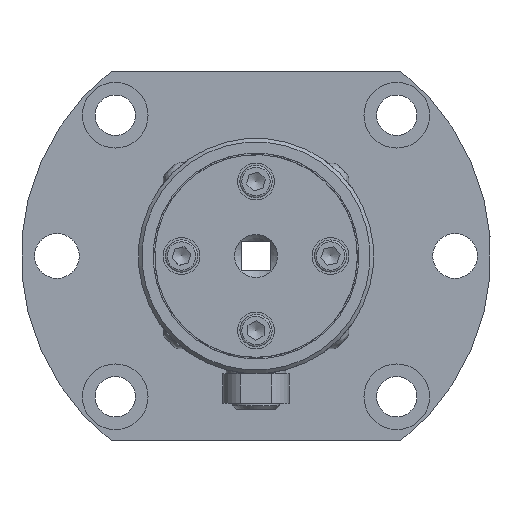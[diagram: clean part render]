
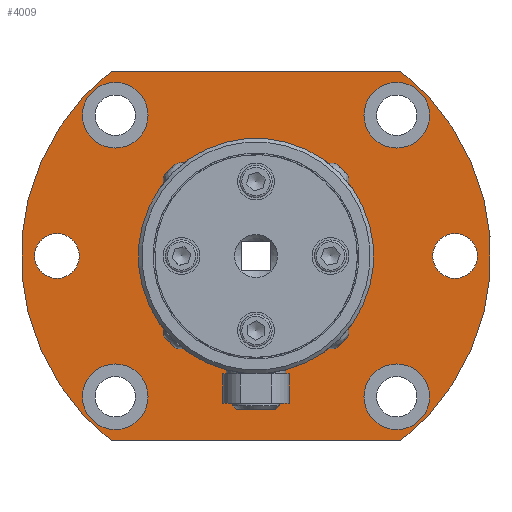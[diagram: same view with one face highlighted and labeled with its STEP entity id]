
A CAD part, front view. The second image highlights one B-rep face of the part: STEP entity #4009.
In plain terms, the highlighted planar face has unit normal (0, -1, 0).
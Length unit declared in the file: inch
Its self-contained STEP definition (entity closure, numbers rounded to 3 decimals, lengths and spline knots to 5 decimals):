
#776=CARTESIAN_POINT('',(-17.19452,4.11357,15.84055));
#777=VERTEX_POINT('',#776);
#778=CARTESIAN_POINT('',(-16.49625,4.11357,16.53882));
#779=DIRECTION('',(0.,1.0,0.));
#780=DIRECTION('',(-0.707,0.,-0.707));
#781=AXIS2_PLACEMENT_3D('',#778,#779,#780);
#782=CIRCLE('',#781,0.9875);
#783=EDGE_CURVE('',#777,#777,#782,.T.);
#3899=CARTESIAN_POINT('',(-16.49625,4.11357,16.53881));
#3900=DIRECTION('',(0.,-1.0,0.));
#3901=DIRECTION('',(-1.0,0.,0.));
#3902=AXIS2_PLACEMENT_3D('',#3899,#3900,#3901);
#3903=PLANE('',#3902);
#3904=CARTESIAN_POINT('',(-17.71214,4.11358,14.98881));
#3905=VERTEX_POINT('',#3904);
#3906=CARTESIAN_POINT('',(-17.71215,4.11357,18.08881));
#3907=VERTEX_POINT('',#3906);
#3908=CARTESIAN_POINT('',(-16.49625,4.11357,16.53882));
#3909=DIRECTION('',(0.,1.,0.));
#3910=DIRECTION('',(0.617,0.,-0.787));
#3911=AXIS2_PLACEMENT_3D('',#3908,#3909,#3910);
#3912=CIRCLE('',#3911,1.97);
#3913=EDGE_CURVE('',#3905,#3907,#3912,.T.);
#3914=ORIENTED_EDGE('',*,*,#3913,.F.);
#3915=CARTESIAN_POINT('',(-15.28036,4.11358,14.98881));
#3916=VERTEX_POINT('',#3915);
#3917=CARTESIAN_POINT('',(-15.28036,4.11358,14.98881));
#3918=DIRECTION('',(-1.0,0.,0.));
#3919=VECTOR('',#3918,2.43178);
#3920=LINE('',#3917,#3919);
#3921=EDGE_CURVE('',#3916,#3905,#3920,.T.);
#3922=ORIENTED_EDGE('',*,*,#3921,.F.);
#3923=CARTESIAN_POINT('',(-15.28035,4.11357,18.08881));
#3924=VERTEX_POINT('',#3923);
#3925=CARTESIAN_POINT('',(-16.49625,4.11357,16.53882));
#3926=DIRECTION('',(0.,1.0,0.));
#3927=DIRECTION('',(-0.617,0.,0.787));
#3928=AXIS2_PLACEMENT_3D('',#3925,#3926,#3927);
#3929=CIRCLE('',#3928,1.97);
#3930=EDGE_CURVE('',#3924,#3916,#3929,.T.);
#3931=ORIENTED_EDGE('',*,*,#3930,.F.);
#3932=CARTESIAN_POINT('',(-17.71215,4.11357,18.08881));
#3933=DIRECTION('',(1.0,0.,0.));
#3934=VECTOR('',#3933,2.4318);
#3935=LINE('',#3932,#3934);
#3936=EDGE_CURVE('',#3907,#3924,#3935,.T.);
#3937=ORIENTED_EDGE('',*,*,#3936,.F.);
#3938=EDGE_LOOP('',(#3914,#3922,#3931,#3937));
#3939=FACE_OUTER_BOUND('',#3938,.T.);
#3940=CARTESIAN_POINT('',(-17.95212,4.11357,17.71968));
#3941=VERTEX_POINT('',#3940);
#3942=CARTESIAN_POINT('',(-17.67712,4.11357,17.71968));
#3943=DIRECTION('',(0.,1.0,0.));
#3944=DIRECTION('',(-1.0,0.,0.));
#3945=AXIS2_PLACEMENT_3D('',#3942,#3943,#3944);
#3946=CIRCLE('',#3945,0.275);
#3947=EDGE_CURVE('',#3941,#3941,#3946,.T.);
#3948=ORIENTED_EDGE('',*,*,#3947,.T.);
#3949=EDGE_LOOP('',(#3948));
#3950=FACE_BOUND('',#3949,.T.);
#3951=CARTESIAN_POINT('',(-17.67712,4.11358,15.08295));
#3952=VERTEX_POINT('',#3951);
#3953=CARTESIAN_POINT('',(-17.67712,4.11358,15.35795));
#3954=DIRECTION('',(0.,1.0,0.));
#3955=DIRECTION('',(0.,0.,-1.0));
#3956=AXIS2_PLACEMENT_3D('',#3953,#3954,#3955);
#3957=CIRCLE('',#3956,0.275);
#3958=EDGE_CURVE('',#3952,#3952,#3957,.T.);
#3959=ORIENTED_EDGE('',*,*,#3958,.T.);
#3960=EDGE_LOOP('',(#3959));
#3961=FACE_BOUND('',#3960,.T.);
#3962=CARTESIAN_POINT('',(-15.04038,4.11357,15.35795));
#3963=VERTEX_POINT('',#3962);
#3964=CARTESIAN_POINT('',(-15.31538,4.11357,15.35795));
#3965=DIRECTION('',(0.,1.0,0.));
#3966=DIRECTION('',(1.0,0.,0.));
#3967=AXIS2_PLACEMENT_3D('',#3964,#3965,#3966);
#3968=CIRCLE('',#3967,0.275);
#3969=EDGE_CURVE('',#3963,#3963,#3968,.T.);
#3970=ORIENTED_EDGE('',*,*,#3969,.T.);
#3971=EDGE_LOOP('',(#3970));
#3972=FACE_BOUND('',#3971,.T.);
#3973=CARTESIAN_POINT('',(-15.31538,4.11357,17.99468));
#3974=VERTEX_POINT('',#3973);
#3975=CARTESIAN_POINT('',(-15.31538,4.11357,17.71968));
#3976=DIRECTION('',(0.,1.0,0.));
#3977=DIRECTION('',(0.,0.,1.0));
#3978=AXIS2_PLACEMENT_3D('',#3975,#3976,#3977);
#3979=CIRCLE('',#3978,0.275);
#3980=EDGE_CURVE('',#3974,#3974,#3979,.T.);
#3981=ORIENTED_EDGE('',*,*,#3980,.T.);
#3982=EDGE_LOOP('',(#3981));
#3983=FACE_BOUND('',#3982,.T.);
#3984=CARTESIAN_POINT('',(-18.35375,4.11357,16.53882));
#3985=VERTEX_POINT('',#3984);
#3986=CARTESIAN_POINT('',(-18.16625,4.11357,16.53882));
#3987=DIRECTION('',(0.,1.0,0.));
#3988=DIRECTION('',(-1.0,0.,0.));
#3989=AXIS2_PLACEMENT_3D('',#3986,#3987,#3988);
#3990=CIRCLE('',#3989,0.1875);
#3991=EDGE_CURVE('',#3985,#3985,#3990,.T.);
#3992=ORIENTED_EDGE('',*,*,#3991,.T.);
#3993=EDGE_LOOP('',(#3992));
#3994=FACE_BOUND('',#3993,.T.);
#3995=CARTESIAN_POINT('',(-14.63875,4.11357,16.53882));
#3996=VERTEX_POINT('',#3995);
#3997=CARTESIAN_POINT('',(-14.82625,4.11357,16.53882));
#3998=DIRECTION('',(0.,1.0,0.));
#3999=DIRECTION('',(1.0,0.,0.));
#4000=AXIS2_PLACEMENT_3D('',#3997,#3998,#3999);
#4001=CIRCLE('',#4000,0.1875);
#4002=EDGE_CURVE('',#3996,#3996,#4001,.T.);
#4003=ORIENTED_EDGE('',*,*,#4002,.T.);
#4004=EDGE_LOOP('',(#4003));
#4005=FACE_BOUND('',#4004,.T.);
#4006=ORIENTED_EDGE('',*,*,#783,.T.);
#4007=EDGE_LOOP('',(#4006));
#4008=FACE_BOUND('',#4007,.T.);
#4009=ADVANCED_FACE('',(#3939,#3950,#3961,#3972,#3983,#3994,#4005,#4008),#3903,.T.);
